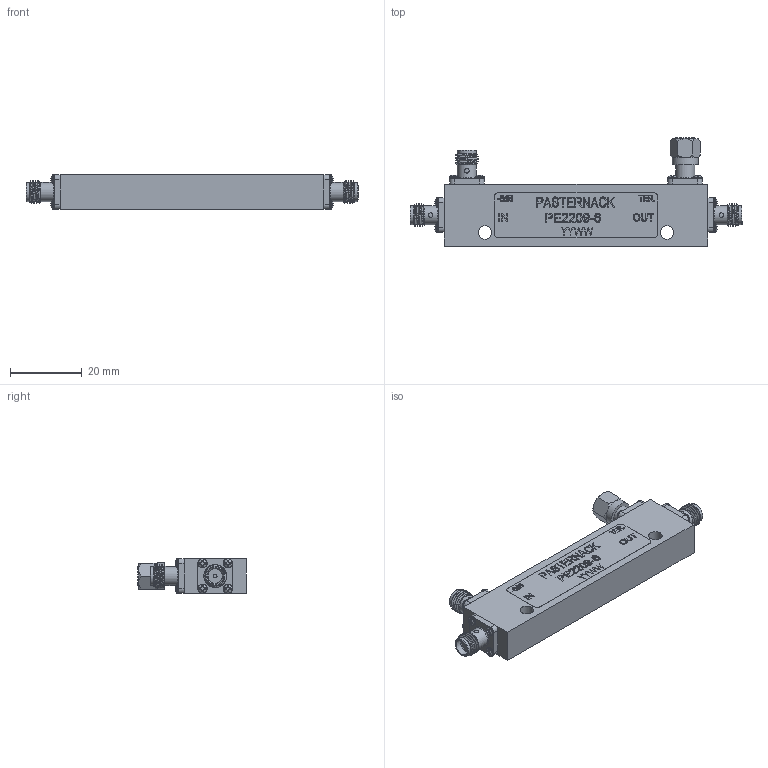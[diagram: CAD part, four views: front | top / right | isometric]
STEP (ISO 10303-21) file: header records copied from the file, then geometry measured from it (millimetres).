
FILE_DESCRIPTION (( 'STEP AP203' ), '1' );
FILE_NAME ('PE2209-6_3D.step', '2022-03-18T15:26:26', ( '' ), ( '' ), 'SwSTEP 2.0', 'SolidWorks 2021', '' );
FILE_SCHEMA (( 'CONFIG_CONTROL_DESIGN' ));
Length unit declared in the file: inch
Products named in the file (1): PE2209-6_3D
Bounding box: 92.71 x 30.23 x 9.73 mm (x, y, z)
Volume: 13533.1 mm3; surface area: 6203.7 mm2
Topology: 1 solids, 22 shells, 1122 faces, 2911 edges, 1924 vertices
Faces by surface type: plane 671, bspline 208, cylinder 164, cone 75, torus 4
Full cylindrical faces by diameter (mm): 1.016 x4, 1.092 x12, 1.27 x4, 1.93 x4, 2.504 x4, 2.591 x12, 3.785 x2, 4.521 x3, 5.08 x4, 5.334 x8, 7.29 x1
Entity records: 55026 total; most frequent: CARTESIAN_POINT 30416, ORIENTED_EDGE 5550, DIRECTION 3956, EDGE_CURVE 2775, VERTEX_POINT 1879, VECTOR 1514, LINE 1514, EDGE_LOOP 1324
